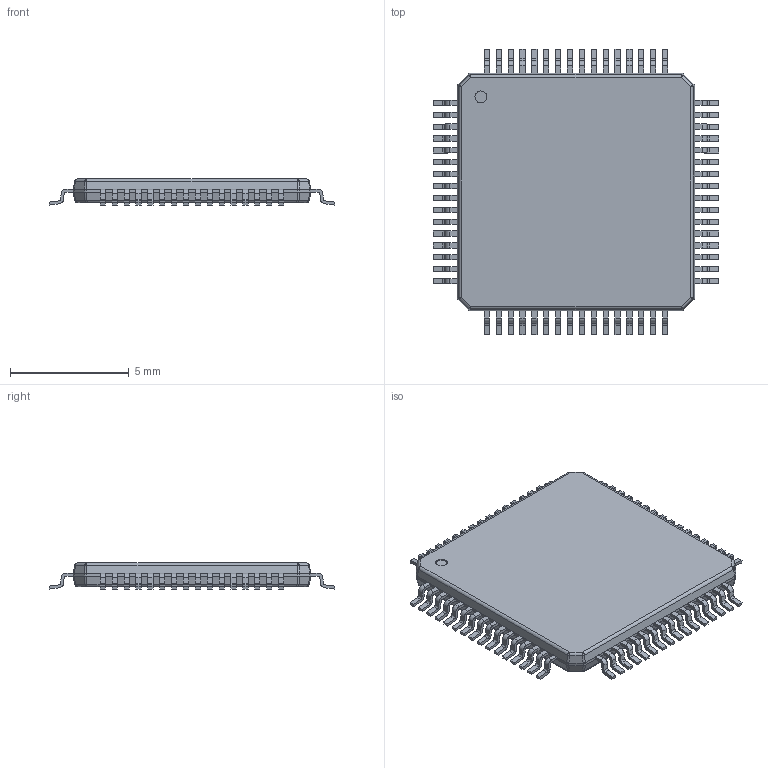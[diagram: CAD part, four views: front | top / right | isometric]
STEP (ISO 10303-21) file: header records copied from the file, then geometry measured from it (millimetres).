
FILE_DESCRIPTION((''),'2;1');
FILE_NAME('PAP0064F_ASM','2020-11-17T08:31:53',('a0412086'),(''),'CREO PARAMETRIC BY PTC INC, 2018500','CREO PARAMETRIC BY PTC INC, 2018500','');
FILE_SCHEMA(('CONFIG_CONTROL_DESIGN','SHAPE_APPEARANCE_LAYERS_GROUPS'));
Length unit declared in the file: millimetre
Products named in the file (4): BODY-QFP; LEAD-POWERPAD; THERMALPAD-PWRPAD; PAP0064F_ASM
Assembly tree (66 placements, depth 2):
  PAP0064F_ASM
    BODY-QFP
    LEAD-POWERPAD  x64
    THERMALPAD-PWRPAD
Bounding box: 12.03 x 12.03 x 1.1 mm (x, y, z)
Volume: 100.1 mm3; surface area: 381.6 mm2
Topology: 66 solids, 66 shells, 1096 faces, 2806 edges, 1844 vertices
Faces by surface type: plane 726, cylinder 354, sphere 16
Entity records: 8666 total; most frequent: DIRECTION 1262, CARTESIAN_POINT 1242, ORIENTED_EDGE 1076, PRESENTATION_STYLE_ASSIGNMENT 541, STYLED_ITEM 541, CURVE_STYLE 538, EDGE_CURVE 538, AXIS2_PLACEMENT_3D 456
